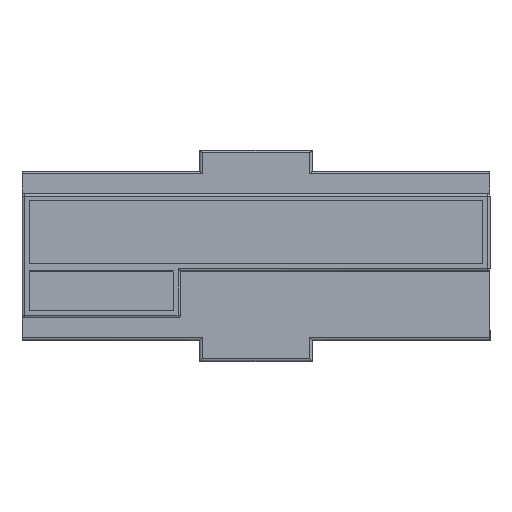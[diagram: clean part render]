
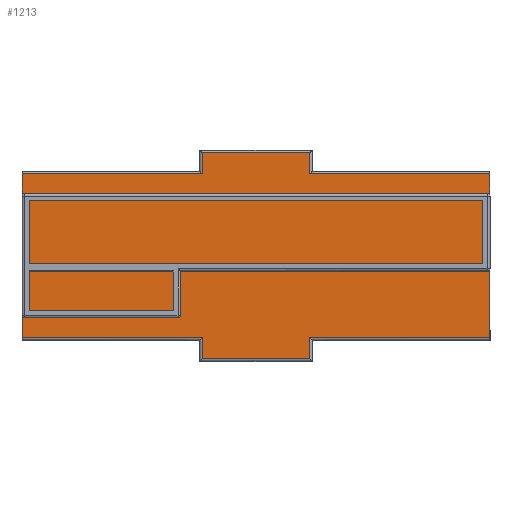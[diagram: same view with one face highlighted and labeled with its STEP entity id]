
A CAD part, top view. The second image highlights one B-rep face of the part: STEP entity #1213.
In plain terms, the highlighted planar face has unit normal (0, 0, 1).
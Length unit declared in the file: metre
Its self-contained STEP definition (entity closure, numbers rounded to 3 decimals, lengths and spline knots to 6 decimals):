
#349=ORIENTED_EDGE('',*,*,#563,.T.);
#350=ORIENTED_EDGE('',*,*,#564,.T.);
#351=ORIENTED_EDGE('',*,*,#523,.T.);
#352=ORIENTED_EDGE('',*,*,#565,.T.);
#353=ORIENTED_EDGE('',*,*,#566,.T.);
#354=ORIENTED_EDGE('',*,*,#567,.T.);
#355=ORIENTED_EDGE('',*,*,#568,.T.);
#356=ORIENTED_EDGE('',*,*,#569,.T.);
#357=ORIENTED_EDGE('',*,*,#546,.T.);
#358=ORIENTED_EDGE('',*,*,#570,.T.);
#359=ORIENTED_EDGE('',*,*,#571,.T.);
#360=ORIENTED_EDGE('',*,*,#572,.T.);
#523=EDGE_CURVE('',#649,#650,#774,.T.);
#546=EDGE_CURVE('',#668,#667,#794,.T.);
#563=EDGE_CURVE('',#677,#678,#810,.F.);
#564=EDGE_CURVE('',#678,#649,#811,.T.);
#565=EDGE_CURVE('',#650,#679,#812,.F.);
#566=EDGE_CURVE('',#679,#680,#813,.F.);
#567=EDGE_CURVE('',#680,#681,#814,.F.);
#568=EDGE_CURVE('',#681,#682,#815,.F.);
#569=EDGE_CURVE('',#682,#668,#816,.F.);
#570=EDGE_CURVE('',#667,#683,#817,.T.);
#571=EDGE_CURVE('',#683,#684,#818,.T.);
#572=EDGE_CURVE('',#684,#677,#819,.F.);
#649=VERTEX_POINT('',#1966);
#650=VERTEX_POINT('',#1967);
#667=VERTEX_POINT('',#2012);
#668=VERTEX_POINT('',#2014);
#677=VERTEX_POINT('',#2046);
#678=VERTEX_POINT('',#2047);
#679=VERTEX_POINT('',#2050);
#680=VERTEX_POINT('',#2052);
#681=VERTEX_POINT('',#2054);
#682=VERTEX_POINT('',#2056);
#683=VERTEX_POINT('',#2059);
#684=VERTEX_POINT('',#2061);
#774=LINE('',#1965,#909);
#794=LINE('',#2013,#929);
#810=LINE('',#2045,#945);
#811=LINE('',#2048,#946);
#812=LINE('',#2049,#947);
#813=LINE('',#2051,#948);
#814=LINE('',#2053,#949);
#815=LINE('',#2055,#950);
#816=LINE('',#2057,#951);
#817=LINE('',#2058,#952);
#818=LINE('',#2060,#953);
#819=LINE('',#2062,#954);
#909=VECTOR('',#1618,1.);
#929=VECTOR('',#1656,1.);
#945=VECTOR('',#1686,1.);
#946=VECTOR('',#1687,1.);
#947=VECTOR('',#1688,1.);
#948=VECTOR('',#1689,1.);
#949=VECTOR('',#1690,1.);
#950=VECTOR('',#1691,1.);
#951=VECTOR('',#1692,1.);
#952=VECTOR('',#1693,1.);
#953=VECTOR('',#1694,1.);
#954=VECTOR('',#1695,1.);
#1019=EDGE_LOOP('',(#349,#350,#351,#352,#353,#354,#355,#356,#357,#358,#359,
#360));
#1095=FACE_BOUND('',#1019,.T.);
#1151=PLANE('',#1361);
#1213=ADVANCED_FACE('',(#1095),#1151,.T.);
#1361=AXIS2_PLACEMENT_3D('',#2044,#1684,#1685);
#1618=DIRECTION('',(0.,-1.,0.));
#1656=DIRECTION('',(0.,1.,0.));
#1684=DIRECTION('',(0.,0.,1.));
#1685=DIRECTION('',(1.,0.,0.));
#1686=DIRECTION('',(0.,1.,0.));
#1687=DIRECTION('',(-1.,0.,0.));
#1688=DIRECTION('',(-1.,0.,0.));
#1689=DIRECTION('',(0.,1.,0.));
#1690=DIRECTION('',(-1.,0.,0.));
#1691=DIRECTION('',(0.,-1.,0.));
#1692=DIRECTION('',(-1.,0.,0.));
#1693=DIRECTION('',(-1.,0.,0.));
#1694=DIRECTION('',(0.,1.,0.));
#1695=DIRECTION('',(1.,0.,0.));
#1965=CARTESIAN_POINT('',(-0.029104,0.029604,0.0015));
#1966=CARTESIAN_POINT('',(-0.029104,0.031479,0.0015));
#1967=CARTESIAN_POINT('',(-0.029104,-0.003521,0.0015));
#2012=CARTESIAN_POINT('',(0.070796,0.031479,0.0015));
#2013=CARTESIAN_POINT('',(0.070796,0.029604,0.0015));
#2014=CARTESIAN_POINT('',(0.070796,-0.003521,0.0015));
#2044=CARTESIAN_POINT('',(0.020846,0.013979,0.0015));
#2045=CARTESIAN_POINT('',(0.009346,0.013979,0.0015));
#2046=CARTESIAN_POINT('',(0.009346,0.035979,0.0015));
#2047=CARTESIAN_POINT('',(0.009346,0.031479,0.0015));
#2048=CARTESIAN_POINT('',(-0.029104,0.031479,0.0015));
#2049=CARTESIAN_POINT('',(0.020846,-0.003521,0.0015));
#2050=CARTESIAN_POINT('',(0.009346,-0.003521,0.0015));
#2051=CARTESIAN_POINT('',(0.009346,0.013979,0.0015));
#2052=CARTESIAN_POINT('',(0.009346,-0.008021,0.0015));
#2053=CARTESIAN_POINT('',(0.020846,-0.008021,0.0015));
#2054=CARTESIAN_POINT('',(0.032346,-0.008021,0.0015));
#2055=CARTESIAN_POINT('',(0.032346,0.013979,0.0015));
#2056=CARTESIAN_POINT('',(0.032346,-0.003521,0.0015));
#2057=CARTESIAN_POINT('',(0.020846,-0.003521,0.0015));
#2058=CARTESIAN_POINT('',(0.032846,0.031479,0.0015));
#2059=CARTESIAN_POINT('',(0.032346,0.031479,0.0015));
#2060=CARTESIAN_POINT('',(0.032346,0.036479,0.0015));
#2061=CARTESIAN_POINT('',(0.032346,0.035979,0.0015));
#2062=CARTESIAN_POINT('',(0.020846,0.035979,0.0015));
